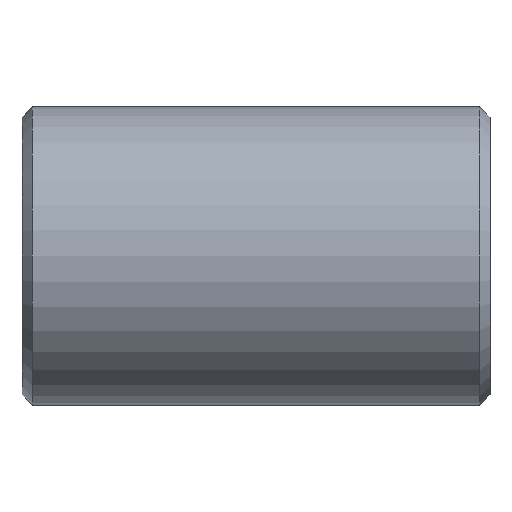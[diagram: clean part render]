
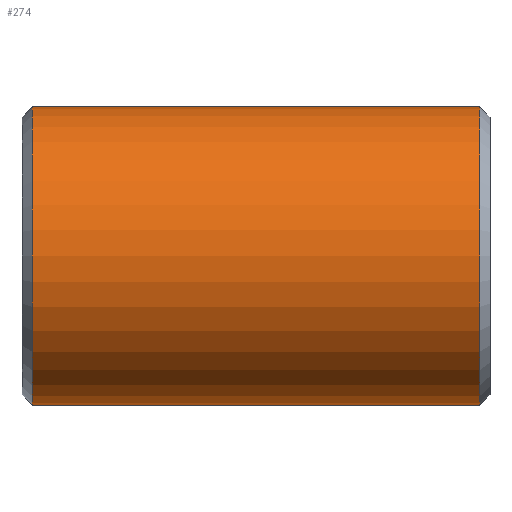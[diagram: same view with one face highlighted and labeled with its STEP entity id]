
A CAD part, front view. The second image highlights one B-rep face of the part: STEP entity #274.
In plain terms, the highlighted cylindrical face has radius 161.925 mm (diameter 323.85 mm), a partial arc.
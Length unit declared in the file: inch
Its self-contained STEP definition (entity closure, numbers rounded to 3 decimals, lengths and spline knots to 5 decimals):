
#17 = ORIENTED_EDGE ( 'NONE', *, *, #600, .T. ) ;
#50 = CIRCLE ( 'NONE', #763, 6.375 ) ;
#58 = CYLINDRICAL_SURFACE ( 'NONE', #328, 6.375 ) ;
#95 = DIRECTION ( 'NONE',  ( -1., 0., 0. ) ) ;
#121 = CARTESIAN_POINT ( 'NONE',  ( 10., 0., 0. ) ) ;
#150 = ORIENTED_EDGE ( 'NONE', *, *, #469, .F. ) ;
#197 = DIRECTION ( 'NONE',  ( 0., 0., 1. ) ) ;
#211 = ORIENTED_EDGE ( 'NONE', *, *, #711, .T. ) ;
#213 = VECTOR ( 'NONE', #256, 39.37008 ) ;
#219 = CARTESIAN_POINT ( 'NONE',  ( -9.56267, 0., 0. ) ) ;
#256 = DIRECTION ( 'NONE',  ( -1., 0., 0. ) ) ;
#259 = CARTESIAN_POINT ( 'NONE',  ( 9.56267, 0., 6.375 ) ) ;
#274 = ADVANCED_FACE ( 'NONE', ( #459 ), #58, .T. ) ;
#302 = VECTOR ( 'NONE', #696, 39.37008 ) ;
#328 = AXIS2_PLACEMENT_3D ( 'NONE', #121, #724, #197 ) ;
#340 = VERTEX_POINT ( 'NONE', #784 ) ;
#356 = LINE ( 'NONE', #431, #302 ) ;
#360 = VERTEX_POINT ( 'NONE', #465 ) ;
#362 = DIRECTION ( 'NONE',  ( 0., 0., -1. ) ) ;
#417 = VERTEX_POINT ( 'NONE', #259 ) ;
#431 = CARTESIAN_POINT ( 'NONE',  ( 10., 0., 6.375 ) ) ;
#459 = FACE_OUTER_BOUND ( 'NONE', #484, .T. ) ;
#465 = CARTESIAN_POINT ( 'NONE',  ( 9.56267, 0., -6.375 ) ) ;
#468 = DIRECTION ( 'NONE',  ( 1., 0., 0. ) ) ;
#469 = EDGE_CURVE ( 'NONE', #360, #340, #584, .T. ) ;
#484 = EDGE_LOOP ( 'NONE', ( #150, #705, #211, #17 ) ) ;
#487 = DIRECTION ( 'NONE',  ( 0., 0., 1. ) ) ;
#520 = AXIS2_PLACEMENT_3D ( 'NONE', #692, #95, #362 ) ;
#584 = LINE ( 'NONE', #841, #213 ) ;
#600 = EDGE_CURVE ( 'NONE', #760, #340, #50, .T. ) ;
#641 = CARTESIAN_POINT ( 'NONE',  ( -9.56267, 0., 6.375 ) ) ;
#692 = CARTESIAN_POINT ( 'NONE',  ( 9.56267, 0., 0. ) ) ;
#696 = DIRECTION ( 'NONE',  ( -1., 0., 0. ) ) ;
#705 = ORIENTED_EDGE ( 'NONE', *, *, #732, .T. ) ;
#711 = EDGE_CURVE ( 'NONE', #417, #760, #356, .T. ) ;
#721 = CIRCLE ( 'NONE', #520, 6.375 ) ;
#724 = DIRECTION ( 'NONE',  ( -1., 0., 0. ) ) ;
#732 = EDGE_CURVE ( 'NONE', #360, #417, #721, .T. ) ;
#760 = VERTEX_POINT ( 'NONE', #641 ) ;
#763 = AXIS2_PLACEMENT_3D ( 'NONE', #219, #468, #487 ) ;
#784 = CARTESIAN_POINT ( 'NONE',  ( -9.56267, 0., -6.375 ) ) ;
#841 = CARTESIAN_POINT ( 'NONE',  ( 10., 0., -6.375 ) ) ;
